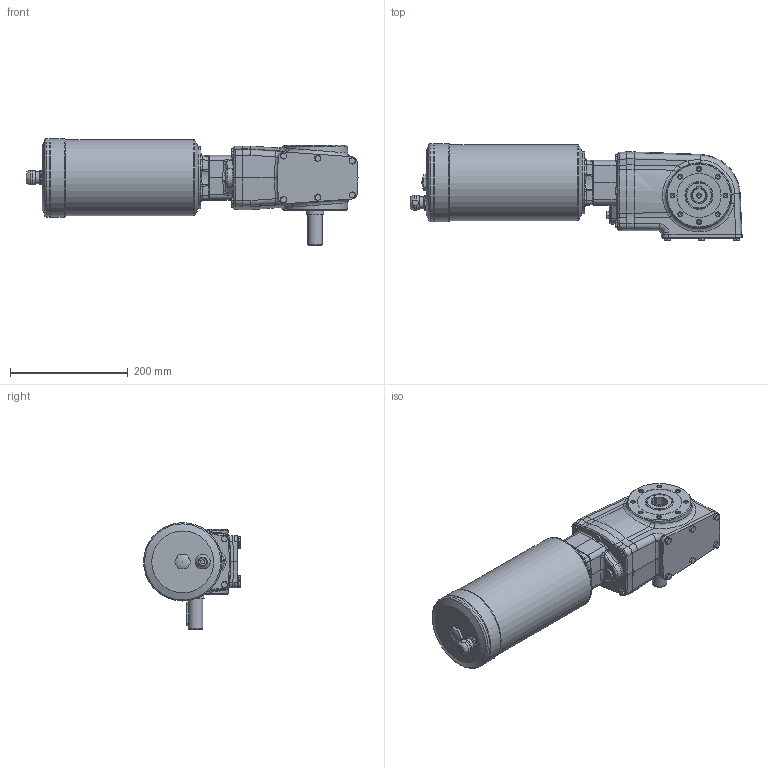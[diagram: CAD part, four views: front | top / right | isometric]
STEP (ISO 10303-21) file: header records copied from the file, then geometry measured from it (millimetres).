
FILE_DESCRIPTION( ( 'Unknown' ), '1' );
FILE_NAME( '9D3377F280AB2AE2A5209F9F44F6A72A.3d.stp', 'Unknown', ( 'Unknown' ), ( 'Unknown' ), 'PSStep 10.1', 'Unknown', ' ' );
FILE_SCHEMA( ( 'AUTOMOTIVE_DESIGN { 1 0 10303 214 1 1 1 1 }' ) );
Length unit declared in the file: millimetre
Products named in the file (1): X42N
Bounding box: 563.5 x 164.5 x 181 mm (x, y, z)
Volume: 6472071.2 mm3; surface area: 303897.7 mm2
Topology: 1 solids, 7 shells, 791 faces, 1871 edges, 1150 vertices
Faces by surface type: plane 280, cylinder 196, cone 175, bspline 85, torus 50, extrusion 4, sphere 1
Full cylindrical faces by diameter (mm): 4.134 x2, 4.917 x8, 6.647 x34, 7 x5, 8 x4, 8.9 x12, 9 x4, 13 x4, 13.4 x1, 14 x5, 16.662 x1, 17 x1, 18 x1, 20 x1, 23.7 x1, 25 x2, 29.5 x1, 47 x1, 47.5 x2, 52 x1, 75 x2, 105 x1, 128.98 x1, 129 x2, 132.98 x2, 133 x3
Entity records: 34168 total; most frequent: CARTESIAN_POINT 11780, DIRECTION 3200, ORIENTED_EDGE 3104, EDGE_CURVE 1552, AXIS2_PLACEMENT_3D 1327, EDGE_LOOP 1079, VERTEX_POINT 1066, FACE_OUTER_BOUND 933
